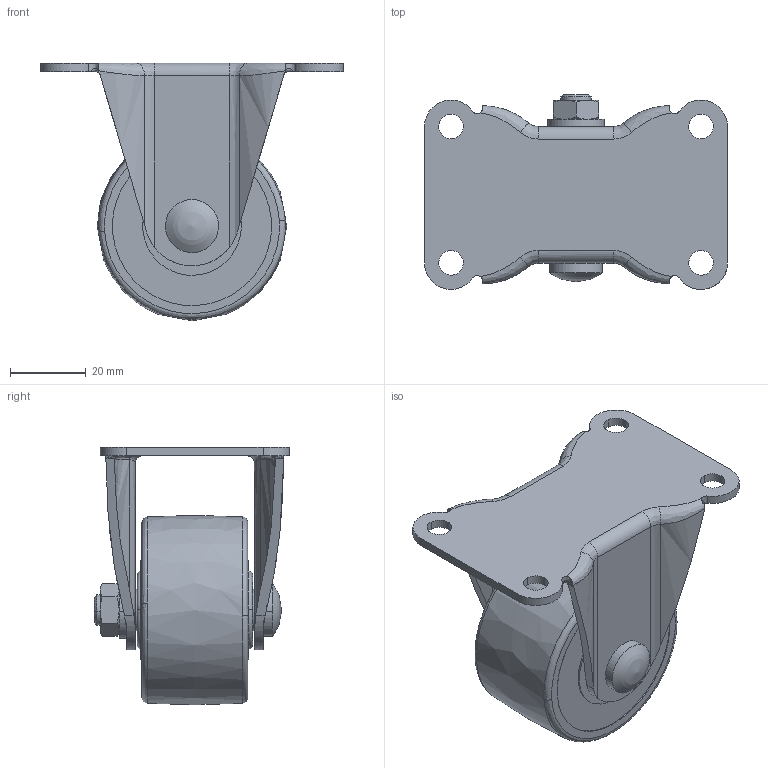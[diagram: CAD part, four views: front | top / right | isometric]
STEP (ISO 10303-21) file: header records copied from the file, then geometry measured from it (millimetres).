
FILE_DESCRIPTION((''),'2;1');
FILE_NAME('','2009-03-19T14:58:43',(''),(''),'','CADfix','');
FILE_SCHEMA(('AUTOMOTIVE_DESIGN { 1 0 10303 214 1 1 1 1 }'));
Length unit declared in the file: millimetre
Bounding box: 80 x 51.5 x 68 mm (x, y, z)
Volume: 72002.8 mm3; surface area: 25395 mm2
Topology: 3 solids, 3 shells, 162 faces, 476 edges, 332 vertices
Faces by surface type: bspline 162
Entity records: 7819 total; most frequent: CARTESIAN_POINT 5213, ORIENTED_EDGE 952, EDGE_CURVE 476, VERTEX_POINT 332, EDGE_LOOP 188, FACE_OUTER_BOUND 162, ADVANCED_FACE 162, QUASI_UNIFORM_CURVE 125
